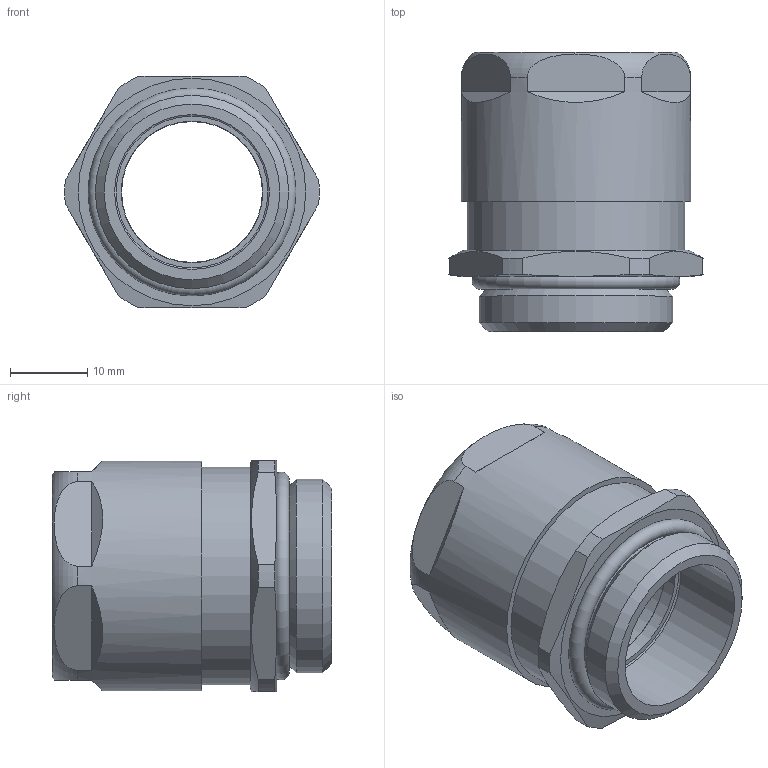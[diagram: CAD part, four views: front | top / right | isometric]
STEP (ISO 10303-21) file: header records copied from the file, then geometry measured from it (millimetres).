
FILE_DESCRIPTION(/* description */ ('STEP AP214'),/* implementation_level */ '2;1');
FILE_NAME(/* name */ '1751250051.stp',/* time_stamp */ '2022-06-08T11:10:04+02:00',/* author */ ('sl'),/* organization */ (''),/* preprocessor_version */ 'ST-DEVELOPER v16.5',/* originating_system */ 'Autodesk Inventor 2017',/* authorisation */ '');
FILE_SCHEMA (('AUTOMOTIVE_DESIGN { 1 0 10303 214 3 1 1 }'));
Length unit declared in the file: millimetre
Products named in the file (1): 1751250051
Bounding box: 32.88 x 36.1 x 29.9 mm (x, y, z)
Volume: 12792.9 mm3; surface area: 6461.4 mm2
Topology: 1 solids, 1 shells, 49 faces, 117 edges, 77 vertices
Faces by surface type: plane 27, cylinder 14, torus 4, cone 4
Full cylindrical faces by diameter (mm): 18.2 x1, 18.3 x1, 18.45 x1, 20 x1, 22.875 x1, 25 x1, 28.15 x1, 29.7 x1
Entity records: 1501 total; most frequent: CARTESIAN_POINT 348, DIRECTION 224, ORIENTED_EDGE 190, AXIS2_PLACEMENT_3D 97, EDGE_CURVE 95, EDGE_LOOP 74, VERTEX_POINT 71, FACE_OUTER_BOUND 49
